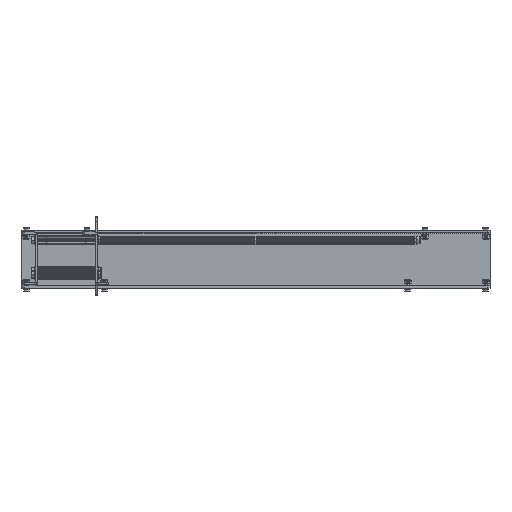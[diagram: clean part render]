
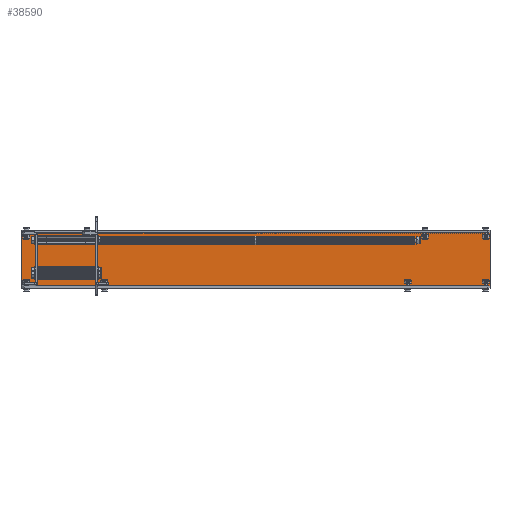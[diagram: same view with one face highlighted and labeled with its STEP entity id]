
A CAD part, top view. The second image highlights one B-rep face of the part: STEP entity #38590.
In plain terms, the highlighted face is planar.
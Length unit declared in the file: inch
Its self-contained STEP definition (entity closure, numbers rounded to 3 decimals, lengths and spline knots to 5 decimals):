
#1012 = DIRECTION ( 'NONE',  ( 0., 0., -1. ) ) ;
#1995 = CARTESIAN_POINT ( 'NONE',  ( 4., 0.125, -3.05 ) ) ;
#2132 = CARTESIAN_POINT ( 'NONE',  ( 4., 0.125, -3.08 ) ) ;
#2540 = VECTOR ( 'NONE', #40440, 39.37008 ) ;
#4251 = ORIENTED_EDGE ( 'NONE', *, *, #4645, .F. ) ;
#4645 = EDGE_CURVE ( 'NONE', #37234, #30856, #35769, .T. ) ;
#5036 = AXIS2_PLACEMENT_3D ( 'NONE', #25984, #32228, #1012 ) ;
#6719 = VECTOR ( 'NONE', #27421, 39.37008 ) ;
#7749 = LINE ( 'NONE', #21210, #14604 ) ;
#12459 = CARTESIAN_POINT ( 'NONE',  ( 4., 0.125, -0.03 ) ) ;
#13107 = ORIENTED_EDGE ( 'NONE', *, *, #15920, .F. ) ;
#13601 = EDGE_CURVE ( 'NONE', #32390, #30856, #31486, .T. ) ;
#14604 = VECTOR ( 'NONE', #18457, 39.37008 ) ;
#14929 = VECTOR ( 'NONE', #30401, 39.37008 ) ;
#15920 = EDGE_CURVE ( 'NONE', #32390, #16572, #37965, .T. ) ;
#16572 = VERTEX_POINT ( 'NONE', #36570 ) ;
#16785 = FACE_OUTER_BOUND ( 'NONE', #23330, .T. ) ;
#18457 = DIRECTION ( 'NONE',  ( 0., 0., -1. ) ) ;
#18582 = CARTESIAN_POINT ( 'NONE',  ( 31., 0.125, -0.03 ) ) ;
#20694 = EDGE_CURVE ( 'NONE', #37234, #16572, #7749, .T. ) ;
#21210 = CARTESIAN_POINT ( 'NONE',  ( 31., 0.125, 0. ) ) ;
#23089 = CARTESIAN_POINT ( 'NONE',  ( 31., 0.125, -0.03 ) ) ;
#23330 = EDGE_LOOP ( 'NONE', ( #13107, #34210, #4251, #39262 ) ) ;
#25984 = CARTESIAN_POINT ( 'NONE',  ( 0., 0.125, -3.08 ) ) ;
#27421 = DIRECTION ( 'NONE',  ( 1., 0., 0. ) ) ;
#29114 = PLANE ( 'NONE',  #5036 ) ;
#30401 = DIRECTION ( 'NONE',  ( 0., 0., 1. ) ) ;
#30447 = CARTESIAN_POINT ( 'NONE',  ( 0., 0.125, -3.05 ) ) ;
#30856 = VERTEX_POINT ( 'NONE', #12459 ) ;
#31486 = LINE ( 'NONE', #2132, #14929 ) ;
#32228 = DIRECTION ( 'NONE',  ( 0., -1., 0. ) ) ;
#32390 = VERTEX_POINT ( 'NONE', #1995 ) ;
#34210 = ORIENTED_EDGE ( 'NONE', *, *, #13601, .T. ) ;
#35769 = LINE ( 'NONE', #18582, #2540 ) ;
#36570 = CARTESIAN_POINT ( 'NONE',  ( 31., 0.125, -3.05 ) ) ;
#37234 = VERTEX_POINT ( 'NONE', #23089 ) ;
#37965 = LINE ( 'NONE', #30447, #6719 ) ;
#38590 = ADVANCED_FACE ( 'NONE', ( #16785 ), #29114, .F. ) ;
#39262 = ORIENTED_EDGE ( 'NONE', *, *, #20694, .T. ) ;
#40440 = DIRECTION ( 'NONE',  ( -1., 0., 0. ) ) ;
